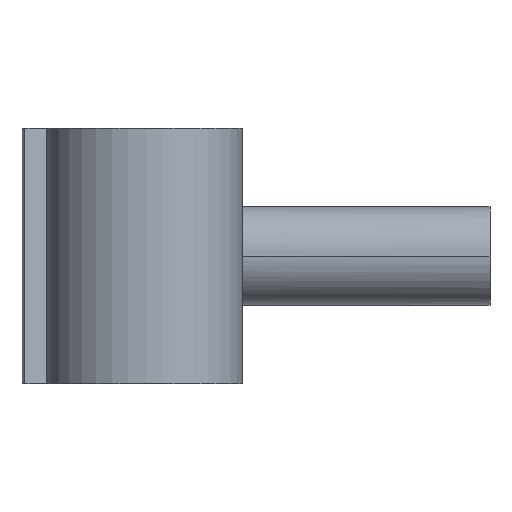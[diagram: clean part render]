
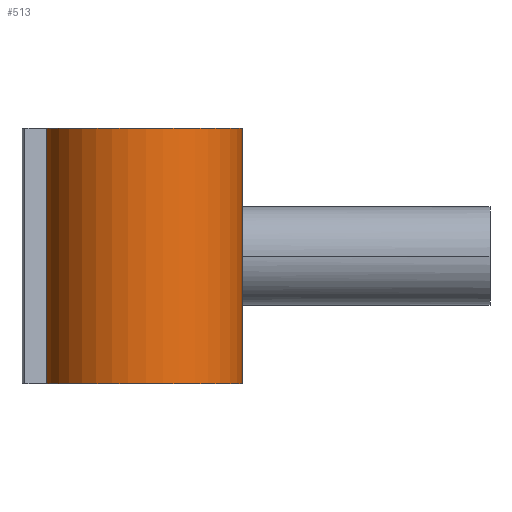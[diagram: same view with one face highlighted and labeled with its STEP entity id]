
A CAD part, front view. The second image highlights one B-rep face of the part: STEP entity #513.
In plain terms, the highlighted cylindrical face has radius 40.167 mm (diameter 80.333 mm), a partial arc.
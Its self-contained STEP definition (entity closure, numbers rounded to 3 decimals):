
#231 = EDGE_CURVE( '', #487, #387, #620, .T. );
#371 = VERTEX_POINT( '', #777 );
#387 = VERTEX_POINT( '', #794 );
#415 = EDGE_CURVE( '', #371, #505, #826, .T. );
#487 = VERTEX_POINT( '', #904 );
#489 = EDGE_CURVE( '', #387, #505, #906, .T. );
#505 = VERTEX_POINT( '', #922 );
#513 = ADVANCED_FACE( '', ( #930 ), #931, .T. );
#517 = EDGE_CURVE( '', #371, #487, #935, .T. );
#620 = CIRCLE( '', #1066, 40.167 );
#777 = CARTESIAN_POINT( '', ( -39.402, -7.8, 52. ) );
#794 = CARTESIAN_POINT( '', ( 39.402, 7.8, -52. ) );
#826 = CIRCLE( '', #1597, 40.167 );
#904 = CARTESIAN_POINT( '', ( -39.402, -7.8, -52. ) );
#906 = LINE( '', #1814, #1815 );
#922 = CARTESIAN_POINT( '', ( 39.402, 7.8, 52. ) );
#930 = FACE_OUTER_BOUND( '', #1849, .T. );
#931 = CYLINDRICAL_SURFACE( '', #1850, 40.167 );
#935 = LINE( '', #1855, #1856 );
#1066 = AXIS2_PLACEMENT_3D( '', #2012, #2013, #2014 );
#1597 = AXIS2_PLACEMENT_3D( '', #2256, #2257, #2258 );
#1814 = CARTESIAN_POINT( '', ( 39.402, 7.8, 52. ) );
#1815 = VECTOR( '', #2342, 1. );
#1849 = EDGE_LOOP( '', ( #2354, #2355, #2356, #2357 ) );
#1850 = AXIS2_PLACEMENT_3D( '', #2358, #2359, #2360 );
#1855 = CARTESIAN_POINT( '', ( -39.402, -7.8, 52. ) );
#1856 = VECTOR( '', #2361, 1. );
#2012 = CARTESIAN_POINT( '', ( 0., 0., -52. ) );
#2013 = DIRECTION( '', ( 0., 0., 1. ) );
#2014 = DIRECTION( '', ( -0.981, -0.194, 0. ) );
#2256 = CARTESIAN_POINT( '', ( 0., 0., 52. ) );
#2257 = DIRECTION( '', ( 0., 0., 1. ) );
#2258 = DIRECTION( '', ( -0.981, -0.194, 0. ) );
#2342 = DIRECTION( '', ( 0., 0., 1. ) );
#2354 = ORIENTED_EDGE( '', *, *, #489, .T. );
#2355 = ORIENTED_EDGE( '', *, *, #415, .F. );
#2356 = ORIENTED_EDGE( '', *, *, #517, .T. );
#2357 = ORIENTED_EDGE( '', *, *, #231, .T. );
#2358 = CARTESIAN_POINT( '', ( 0., 0., 52. ) );
#2359 = DIRECTION( '', ( 0., 0., 1. ) );
#2360 = DIRECTION( '', ( -0.981, -0.194, 0. ) );
#2361 = DIRECTION( '', ( 0., 0., -1. ) );
